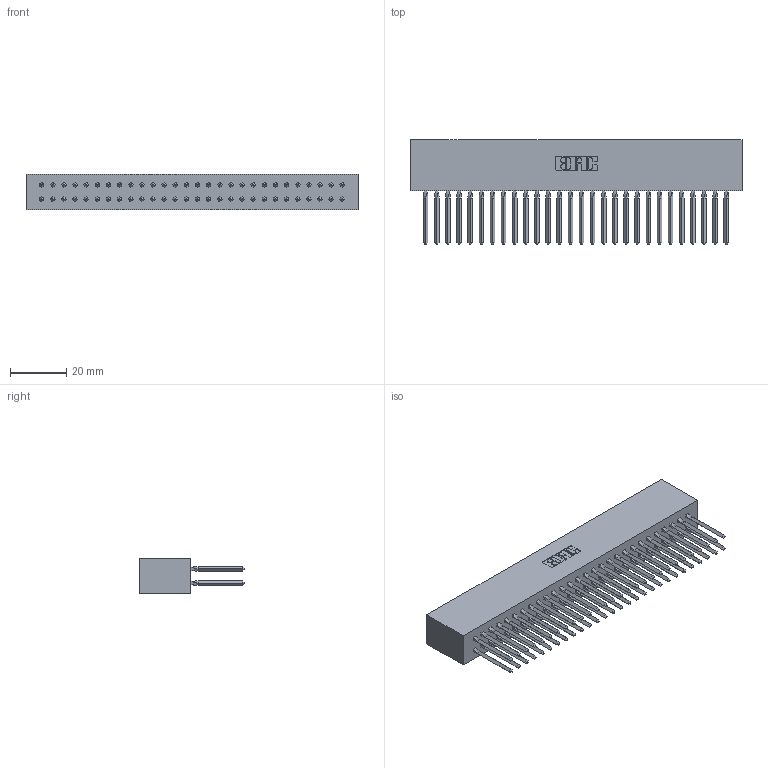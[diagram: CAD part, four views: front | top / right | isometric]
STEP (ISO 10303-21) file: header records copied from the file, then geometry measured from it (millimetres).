
FILE_DESCRIPTION (( 'STEP AP203' ), '1' );
FILE_NAME ('317-056-540-801.STEP', '2020-02-28T04:09:06', ( '' ), ( '' ), 'SwSTEP 2.0', 'SolidWorks 2016', '' );
FILE_SCHEMA (( 'CONFIG_CONTROL_DESIGN' ));
Length unit declared in the file: inch
Products named in the file (3): 317-290-001_540; 317-056-540-801; 317 Part_Lugless
Assembly tree (57 placements, depth 2):
  317-056-540-801
    317 Part_Lugless
    317-290-001_540  x56
Bounding box: 118.16 x 37.34 x 12.7 mm (x, y, z)
Volume: 21151.3 mm3; surface area: 31262.6 mm2
Topology: 57 solids, 57 shells, 5074 faces, 14071 edges, 9062 vertices
Faces by surface type: plane 4138, cylinder 712, bspline 224
Entity records: 42018 total; most frequent: CARTESIAN_POINT 7743, ORIENTED_EDGE 7242, DIRECTION 6035, EDGE_CURVE 3621, VECTOR 3373, LINE 3373, VERTEX_POINT 2407, AXIS2_PLACEMENT_3D 1331
